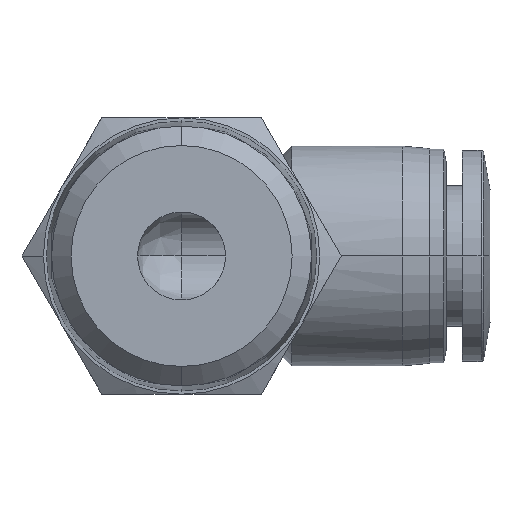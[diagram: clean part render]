
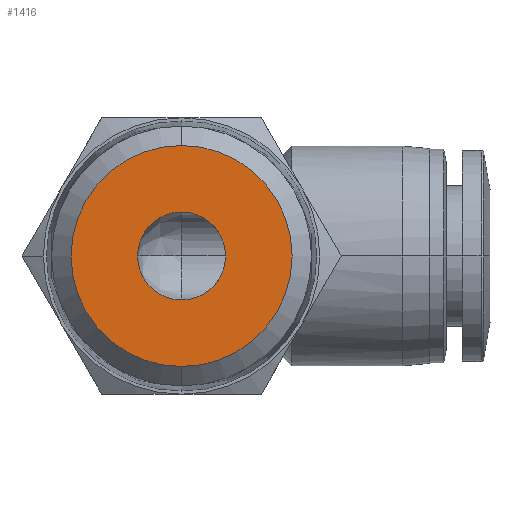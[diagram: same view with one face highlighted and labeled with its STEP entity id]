
A CAD part, front view. The second image highlights one B-rep face of the part: STEP entity #1416.
In plain terms, the highlighted planar face has unit normal (0, -1, 0).
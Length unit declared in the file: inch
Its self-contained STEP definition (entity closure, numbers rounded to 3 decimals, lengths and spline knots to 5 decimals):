
#202 = DIRECTION ( 'NONE',  ( 0., 0., -1. ) ) ;
#351 = CIRCLE ( 'NONE', #3427, 0.34633 ) ;
#355 = EDGE_LOOP ( 'NONE', ( #1774, #2739 ) ) ;
#579 = AXIS2_PLACEMENT_3D ( 'NONE', #2960, #1611, #1253 ) ;
#590 = EDGE_CURVE ( 'NONE', #3406, #3415, #619, .T. ) ;
#619 = CIRCLE ( 'NONE', #3514, 0.1378 ) ;
#839 = DIRECTION ( 'NONE',  ( -1., 0., 0. ) ) ;
#854 = DIRECTION ( 'NONE',  ( 0., 1., 0. ) ) ;
#879 = CARTESIAN_POINT ( 'NONE',  ( 0., -0.80709, 0. ) ) ;
#924 = CARTESIAN_POINT ( 'NONE',  ( 0., -0.80709, 0. ) ) ;
#943 = CIRCLE ( 'NONE', #579, 0.1378 ) ;
#1008 = EDGE_CURVE ( 'NONE', #3415, #3406, #943, .T. ) ;
#1013 = EDGE_LOOP ( 'NONE', ( #3177, #2193 ) ) ;
#1253 = DIRECTION ( 'NONE',  ( -1., 0., 0. ) ) ;
#1269 = DIRECTION ( 'NONE',  ( 0., 0., 1. ) ) ;
#1379 = CARTESIAN_POINT ( 'NONE',  ( 0., -0.80709, 0.34633 ) ) ;
#1416 = ADVANCED_FACE ( 'NONE', ( #3403, #3006 ), #2333, .T. ) ;
#1566 = AXIS2_PLACEMENT_3D ( 'NONE', #924, #3352, #1269 ) ;
#1611 = DIRECTION ( 'NONE',  ( 0., 1., 0. ) ) ;
#1652 = EDGE_CURVE ( 'NONE', #1992, #1720, #351, .T. ) ;
#1665 = CARTESIAN_POINT ( 'NONE',  ( -0.1378, -0.80709, 0. ) ) ;
#1689 = CARTESIAN_POINT ( 'NONE',  ( 0., -0.80709, -0.34633 ) ) ;
#1720 = VERTEX_POINT ( 'NONE', #1379 ) ;
#1737 = CIRCLE ( 'NONE', #1566, 0.34633 ) ;
#1774 = ORIENTED_EDGE ( 'NONE', *, *, #1008, .T. ) ;
#1992 = VERTEX_POINT ( 'NONE', #1689 ) ;
#2015 = CARTESIAN_POINT ( 'NONE',  ( 0.1378, -0.80709, 0. ) ) ;
#2020 = DIRECTION ( 'NONE',  ( 0., 1., 0. ) ) ;
#2193 = ORIENTED_EDGE ( 'NONE', *, *, #1652, .F. ) ;
#2217 = DIRECTION ( 'NONE',  ( 0., -1., 0. ) ) ;
#2333 = PLANE ( 'NONE',  #3705 ) ;
#2378 = EDGE_CURVE ( 'NONE', #1720, #1992, #1737, .T. ) ;
#2739 = ORIENTED_EDGE ( 'NONE', *, *, #590, .T. ) ;
#2960 = CARTESIAN_POINT ( 'NONE',  ( 0., -0.80709, 0. ) ) ;
#3006 = FACE_OUTER_BOUND ( 'NONE', #1013, .T. ) ;
#3177 = ORIENTED_EDGE ( 'NONE', *, *, #2378, .F. ) ;
#3352 = DIRECTION ( 'NONE',  ( 0., 1., 0. ) ) ;
#3403 = FACE_BOUND ( 'NONE', #355, .T. ) ;
#3406 = VERTEX_POINT ( 'NONE', #2015 ) ;
#3415 = VERTEX_POINT ( 'NONE', #1665 ) ;
#3427 = AXIS2_PLACEMENT_3D ( 'NONE', #4037, #2020, #4363 ) ;
#3514 = AXIS2_PLACEMENT_3D ( 'NONE', #879, #854, #839 ) ;
#3705 = AXIS2_PLACEMENT_3D ( 'NONE', #4246, #2217, #202 ) ;
#4037 = CARTESIAN_POINT ( 'NONE',  ( 0., -0.80709, 0. ) ) ;
#4246 = CARTESIAN_POINT ( 'NONE',  ( -0.17317, -0.80709, 0. ) ) ;
#4363 = DIRECTION ( 'NONE',  ( 0., 0., 1. ) ) ;
